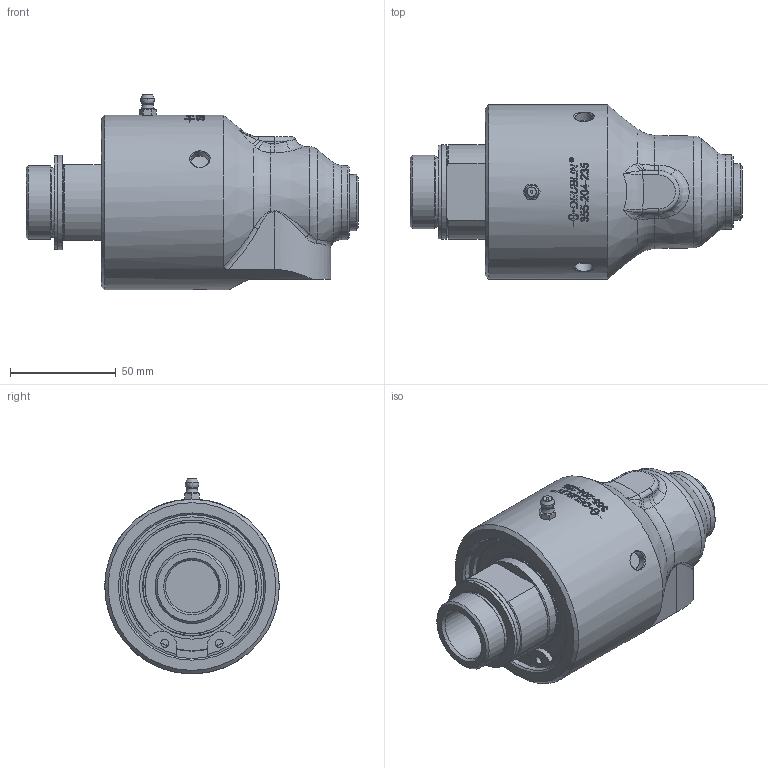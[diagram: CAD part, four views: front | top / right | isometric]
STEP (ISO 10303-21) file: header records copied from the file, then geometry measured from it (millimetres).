
FILE_DESCRIPTION(/* description */ (''),/* implementation_level */ '2;1');
FILE_NAME(/* name */ '355-204-235-IC.stp',/* time_stamp */ '2020-05-18T11:36:03-05:00',/* author */ ('Moorera'),/* organization */ (''),/* preprocessor_version */ 'ST-DEVELOPER v18.1',/* originating_system */ 'Autodesk Inventor 2020',/* authorisation */ '');
FILE_SCHEMA (('AUTOMOTIVE_DESIGN { 1 0 10303 214 3 1 1 }'));
Products named in the file (1): 355-204-235-IC
Bounding box: 157.15 x 82.6 x 92.59 mm (x, y, z)
Volume: 484692.9 mm3; surface area: 49537.7 mm2
Topology: 1 solids, 2 shells, 525 faces, 1417 edges, 937 vertices
Faces by surface type: bspline 280, plane 136, cylinder 67, cone 28, torus 12, sphere 2
Full cylindrical faces by diameter (mm): 3.72 x2, 8.6 x3, 25 x1, 30.291 x1, 34.9 x1, 35 x1, 44.5 x1, 44.65 x2, 49.775 x1, 60.725 x1, 61.1 x1, 68.1 x1, 82.6 x1
Entity records: 65197 total; most frequent: CARTESIAN_POINT 52775, ORIENTED_EDGE 2828, DIRECTION 2067, EDGE_CURVE 1414, VERTEX_POINT 937, AXIS2_PLACEMENT_3D 782, EDGE_LOOP 576, FACE_OUTER_BOUND 525
